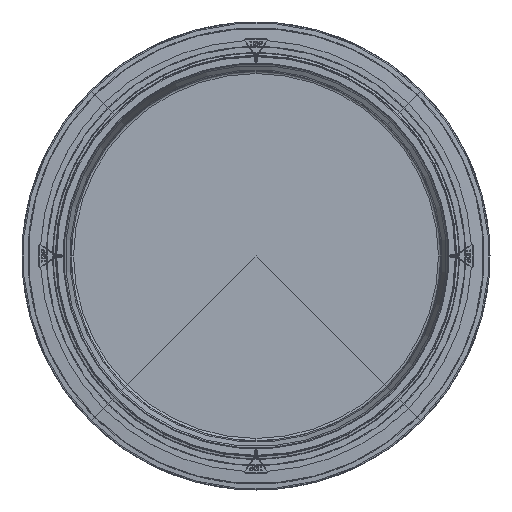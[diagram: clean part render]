
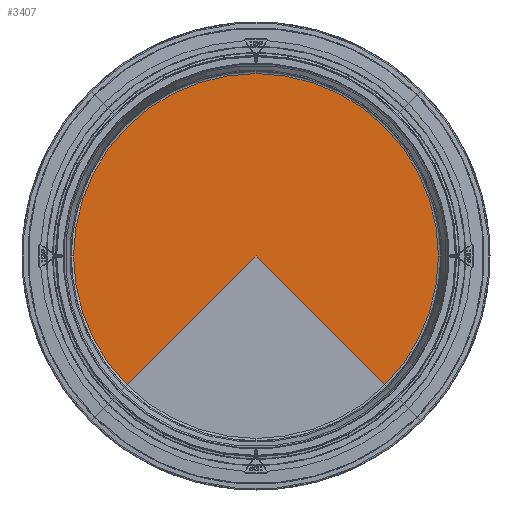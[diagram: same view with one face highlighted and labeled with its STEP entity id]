
A CAD part, left-side view. The second image highlights one B-rep face of the part: STEP entity #3407.
In plain terms, the highlighted face is planar.
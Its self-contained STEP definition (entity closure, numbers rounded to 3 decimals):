
#3407=ADVANCED_FACE('4051019_Wandhuelse_vereinfacht',(#9630),#9631,.T.);
#9630=FACE_OUTER_BOUND('',#50165,.T.);
#9631=PLANE('',#50166);
#50165=EDGE_LOOP('',(#75932,#75933,#75934,#75935,#75936,#75937,#75938,#75939));
#50166=AXIS2_PLACEMENT_3D('',#75940,#75941,#75942);
#75932=ORIENTED_EDGE('',*,*,#82537,.T.);
#75933=ORIENTED_EDGE('',*,*,#83152,.T.);
#75934=ORIENTED_EDGE('',*,*,#82505,.T.);
#75935=ORIENTED_EDGE('',*,*,#83571,.T.);
#75936=ORIENTED_EDGE('',*,*,#83985,.T.);
#75937=ORIENTED_EDGE('',*,*,#83984,.F.);
#75938=ORIENTED_EDGE('',*,*,#82441,.T.);
#75939=ORIENTED_EDGE('',*,*,#84332,.T.);
#75940=CARTESIAN_POINT('',(53.255,53.255,52.294));
#75941=DIRECTION('',(0.,0.,1.0));
#75942=DIRECTION('',(-0.707,0.707,0.0));
#82441=EDGE_CURVE('',#95043,#95040,#95044,.T.);
#82505=EDGE_CURVE('',#95171,#95168,#95172,.T.);
#82537=EDGE_CURVE('',#95235,#95232,#95236,.T.);
#83152=EDGE_CURVE('',#95232,#95171,#96257,.T.);
#83571=EDGE_CURVE('',#95168,#95107,#96924,.T.);
#83984=EDGE_CURVE('',#95043,#97582,#97583,.F.);
#83985=EDGE_CURVE('',#95107,#97582,#97584,.F.);
#84332=EDGE_CURVE('',#95040,#95235,#98103,.T.);
#95040=VERTEX_POINT('',#140601);
#95043=VERTEX_POINT('',#140604);
#95044=CIRCLE('',#140605,74.);
#95107=VERTEX_POINT('',#140700);
#95168=VERTEX_POINT('',#140793);
#95171=VERTEX_POINT('',#140796);
#95172=CIRCLE('',#140797,74.);
#95232=VERTEX_POINT('',#140889);
#95235=VERTEX_POINT('',#140892);
#95236=CIRCLE('',#140893,74.);
#96257=CIRCLE('',#143302,74.);
#96924=CIRCLE('',#144799,74.);
#97582=VERTEX_POINT('',#146277);
#97583=LINE('',#146278,#146279);
#97584=LINE('',#146280,#146281);
#98103=CIRCLE('',#147269,74.);
#140601=CARTESIAN_POINT('',(0.,-74.,52.294));
#140604=CARTESIAN_POINT('',(-52.326,-52.326,52.294));
#140605=AXIS2_PLACEMENT_3D('',#152427,#152428,#152429);
#140700=CARTESIAN_POINT('',(-52.326,52.326,52.294));
#140793=CARTESIAN_POINT('',(0.,74.,52.294));
#140796=CARTESIAN_POINT('',(52.326,52.326,52.294));
#140797=AXIS2_PLACEMENT_3D('',#152571,#152572,#152573);
#140889=CARTESIAN_POINT('',(74.,0.,52.294));
#140892=CARTESIAN_POINT('',(52.326,-52.326,52.294));
#140893=AXIS2_PLACEMENT_3D('',#152643,#152644,#152645);
#143302=AXIS2_PLACEMENT_3D('',#153456,#153457,#153458);
#144799=AXIS2_PLACEMENT_3D('',#154056,#154057,#154058);
#146277=CARTESIAN_POINT('',(0.,0.,52.294));
#146278=CARTESIAN_POINT('',(-26.163,-26.163,52.294));
#146279=VECTOR('',#154652,1.0);
#146280=CARTESIAN_POINT('',(-26.163,26.163,52.294));
#146281=VECTOR('',#154653,1.0);
#147269=AXIS2_PLACEMENT_3D('',#155252,#155253,#155254);
#152427=CARTESIAN_POINT('',(0.,0.,52.294));
#152428=DIRECTION('',(0.,0.,1.0));
#152429=DIRECTION('',(1.0,0.,0.));
#152571=CARTESIAN_POINT('',(0.,0.,52.294));
#152572=DIRECTION('',(0.,0.,1.0));
#152573=DIRECTION('',(1.0,0.,0.));
#152643=CARTESIAN_POINT('',(0.,0.,52.294));
#152644=DIRECTION('',(0.,0.,1.0));
#152645=DIRECTION('',(1.0,0.,0.));
#153456=CARTESIAN_POINT('',(0.,0.,52.294));
#153457=DIRECTION('',(0.,0.,1.0));
#153458=DIRECTION('',(1.0,0.,0.));
#154056=CARTESIAN_POINT('',(0.,0.,52.294));
#154057=DIRECTION('',(0.,0.,1.0));
#154058=DIRECTION('',(1.0,0.,0.));
#154652=DIRECTION('',(-0.707,-0.707,0.));
#154653=DIRECTION('',(-0.707,0.707,0.0));
#155252=CARTESIAN_POINT('',(0.,0.,52.294));
#155253=DIRECTION('',(0.,0.,1.0));
#155254=DIRECTION('',(1.0,0.,0.));
